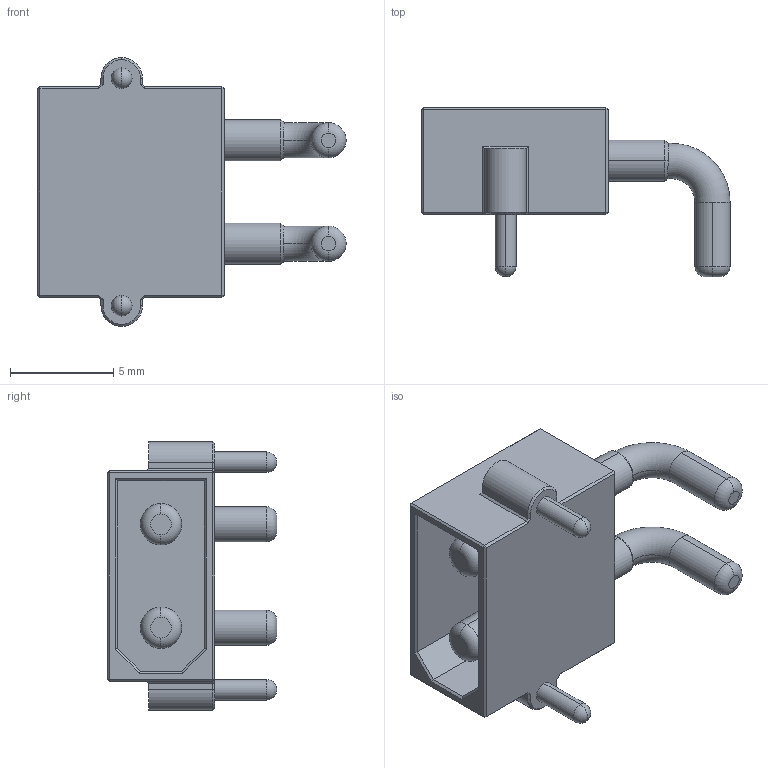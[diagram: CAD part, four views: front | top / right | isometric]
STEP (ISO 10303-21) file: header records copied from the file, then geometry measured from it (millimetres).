
FILE_DESCRIPTION (( 'STEP AP214' ), '1' );
FILE_NAME ('XT30.STEP', '2019-11-09T00:51:23', ( '' ), ( '' ), 'SwSTEP 2.0', 'SolidWorks 2018', '' );
FILE_SCHEMA (( 'AUTOMOTIVE_DESIGN' ));
Length unit declared in the file: millimetre
Products named in the file (3): XT30; XT30_Plastic; XT30_Contacts
Assembly tree (2 placements, depth 2):
  XT30
    XT30_Plastic
    XT30_Contacts
Bounding box: 14.9 x 8.2 x 13 mm (x, y, z)
Volume: 352.2 mm3; surface area: 838.4 mm2
Topology: 5 solids, 5 shells, 115 faces, 254 edges, 148 vertices
Faces by surface type: plane 69, cylinder 23, torus 12, cone 7, sphere 4
Entity records: 3231 total; most frequent: CARTESIAN_POINT 574, DIRECTION 556, ORIENTED_EDGE 492, EDGE_CURVE 246, AXIS2_PLACEMENT_3D 198, VECTOR 160, LINE 160, VERTEX_POINT 144
